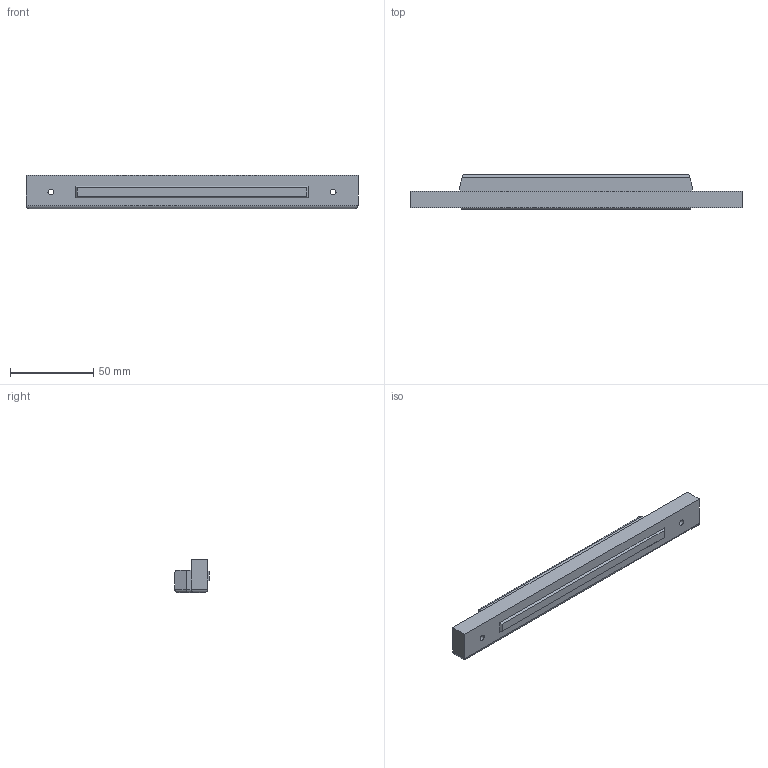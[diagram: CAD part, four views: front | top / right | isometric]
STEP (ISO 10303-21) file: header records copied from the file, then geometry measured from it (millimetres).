
FILE_DESCRIPTION(('Open CASCADE Model'),'2;1');
FILE_NAME('Open CASCADE Shape Model','2024-09-07T14:37:21',('Author'),( 'Open CASCADE'),'Open CASCADE STEP processor 7.7','Open CASCADE 7.7' ,'Unknown');
FILE_SCHEMA(('AUTOMOTIVE_DESIGN { 1 0 10303 214 1 1 1 1 }'));
Length unit declared in the file: millimetre
Products named in the file (1): Open CASCADE STEP translator 7.7 9
Bounding box: 200 x 21 x 20 mm (x, y, z)
Volume: 58920.7 mm3; surface area: 15250.4 mm2
Topology: 1 solids, 1 shells, 34 faces, 77 edges, 48 vertices
Faces by surface type: plane 19, cylinder 15
Full cylindrical faces by diameter (mm): 3.5 x2, 5.9 x2
Entity records: 2083 total; most frequent: CARTESIAN_POINT 493, DIRECTION 295, LINE 179, VECTOR 179, ORIENTED_EDGE 154, PCURVE 154, DEFINITIONAL_REPRESENTATION 154, EDGE_CURVE 77
